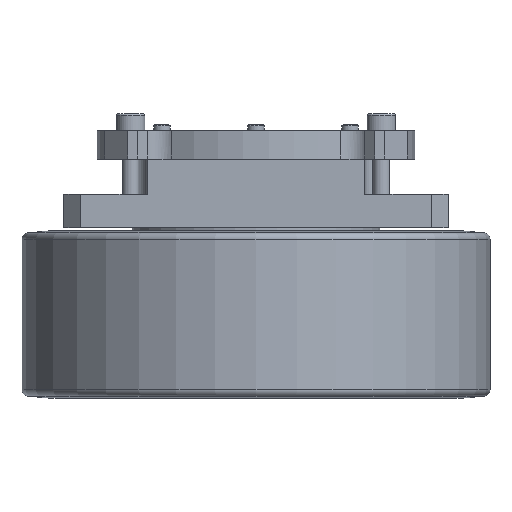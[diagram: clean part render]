
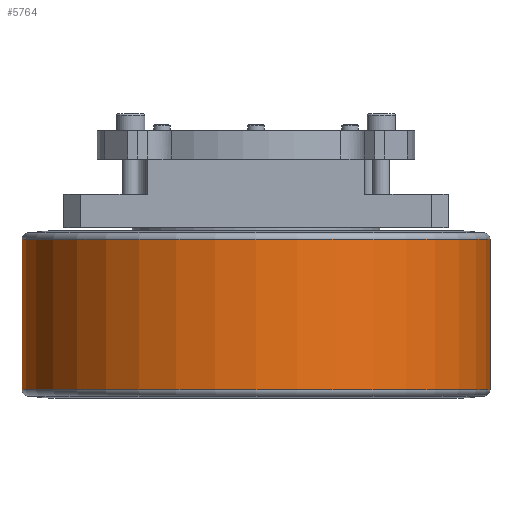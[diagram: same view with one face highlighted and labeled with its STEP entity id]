
A CAD part, front view. The second image highlights one B-rep face of the part: STEP entity #5764.
In plain terms, the highlighted cylindrical face has radius 70 mm (diameter 140 mm), a full revolution.
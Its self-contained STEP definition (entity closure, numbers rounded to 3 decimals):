
#159=CYLINDRICAL_SURFACE('',#6328,70.);
#482=CIRCLE('',#6324,70.);
#483=CIRCLE('',#6325,70.);
#484=CIRCLE('',#6326,70.);
#486=CIRCLE('',#6329,70.);
#487=CIRCLE('',#6330,70.);
#488=CIRCLE('',#6331,70.);
#798=FACE_OUTER_BOUND('',#1147,.T.);
#1147=EDGE_LOOP('',(#4681,#4682,#4683,#4684,#4685,#4686,#4687,#4688));
#1614=LINE('',#9560,#2057);
#2057=VECTOR('',#7804,70.);
#2573=VERTEX_POINT('',#9550);
#2574=VERTEX_POINT('',#9552);
#2575=VERTEX_POINT('',#9554);
#2576=VERTEX_POINT('',#9559);
#2577=VERTEX_POINT('',#9561);
#2578=VERTEX_POINT('',#9563);
#3313=EDGE_CURVE('',#2573,#2574,#482,.T.);
#3314=EDGE_CURVE('',#2574,#2575,#483,.T.);
#3315=EDGE_CURVE('',#2575,#2573,#484,.T.);
#3317=EDGE_CURVE('',#2574,#2576,#1614,.T.);
#3318=EDGE_CURVE('',#2577,#2576,#486,.T.);
#3319=EDGE_CURVE('',#2578,#2577,#487,.T.);
#3320=EDGE_CURVE('',#2576,#2578,#488,.T.);
#4681=ORIENTED_EDGE('',*,*,#3315,.F.);
#4682=ORIENTED_EDGE('',*,*,#3314,.F.);
#4683=ORIENTED_EDGE('',*,*,#3317,.T.);
#4684=ORIENTED_EDGE('',*,*,#3318,.F.);
#4685=ORIENTED_EDGE('',*,*,#3319,.F.);
#4686=ORIENTED_EDGE('',*,*,#3320,.F.);
#4687=ORIENTED_EDGE('',*,*,#3317,.F.);
#4688=ORIENTED_EDGE('',*,*,#3313,.F.);
#5764=ADVANCED_FACE('',(#798),#159,.T.);
#6324=AXIS2_PLACEMENT_3D('',#9553,#7794,#7795);
#6325=AXIS2_PLACEMENT_3D('',#9555,#7796,#7797);
#6326=AXIS2_PLACEMENT_3D('',#9556,#7798,#7799);
#6328=AXIS2_PLACEMENT_3D('',#9558,#7802,#7803);
#6329=AXIS2_PLACEMENT_3D('',#9562,#7805,#7806);
#6330=AXIS2_PLACEMENT_3D('',#9564,#7807,#7808);
#6331=AXIS2_PLACEMENT_3D('',#9565,#7809,#7810);
#7794=DIRECTION('center_axis',(0.,0.,-1.));
#7795=DIRECTION('ref_axis',(0.,-1.,0.));
#7796=DIRECTION('center_axis',(0.,0.,-1.));
#7797=DIRECTION('ref_axis',(0.,-1.,0.));
#7798=DIRECTION('center_axis',(0.,0.,-1.));
#7799=DIRECTION('ref_axis',(0.,-1.,0.));
#7802=DIRECTION('center_axis',(0.,0.,-1.));
#7803=DIRECTION('ref_axis',(0.,1.,0.));
#7804=DIRECTION('',(0.,0.,1.));
#7805=DIRECTION('center_axis',(0.,0.,1.));
#7806=DIRECTION('ref_axis',(0.,-1.,0.));
#7807=DIRECTION('center_axis',(0.,0.,1.));
#7808=DIRECTION('ref_axis',(0.,-1.,0.));
#7809=DIRECTION('center_axis',(0.,0.,1.));
#7810=DIRECTION('ref_axis',(0.,-1.,0.));
#9550=CARTESIAN_POINT('',(70.,0.,-22.667));
#9552=CARTESIAN_POINT('',(0.,-70.,-22.667));
#9553=CARTESIAN_POINT('Origin',(0.,0.,
-22.667));
#9554=CARTESIAN_POINT('',(0.,70.,-22.667));
#9555=CARTESIAN_POINT('Origin',(0.,0.,
-22.667));
#9556=CARTESIAN_POINT('Origin',(0.,0.,
-22.667));
#9558=CARTESIAN_POINT('Origin',(0.,0.,
-0.2));
#9559=CARTESIAN_POINT('',(0.,-70.,22.267));
#9560=CARTESIAN_POINT('',(0.,-70.,-0.2));
#9561=CARTESIAN_POINT('',(0.,70.,22.267));
#9562=CARTESIAN_POINT('Origin',(0.,0.,
22.267));
#9563=CARTESIAN_POINT('',(70.,0.,22.267));
#9564=CARTESIAN_POINT('Origin',(0.,0.,
22.267));
#9565=CARTESIAN_POINT('Origin',(0.,0.,
22.267));
